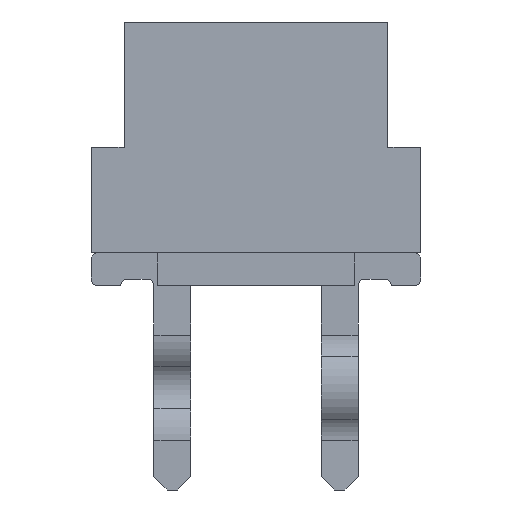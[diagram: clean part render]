
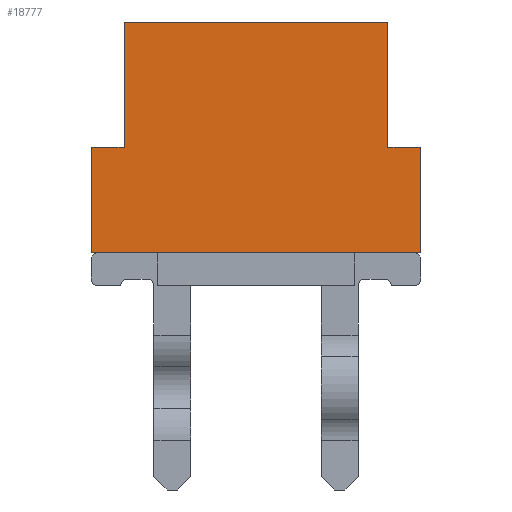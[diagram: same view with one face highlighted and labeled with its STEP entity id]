
A CAD part, front view. The second image highlights one B-rep face of the part: STEP entity #18777.
In plain terms, the highlighted face is planar.
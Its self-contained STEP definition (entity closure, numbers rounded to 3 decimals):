
#1891=ORIENTED_EDGE('',*,*,#5166,.T.);
#1892=ORIENTED_EDGE('',*,*,#5709,.F.);
#1893=ORIENTED_EDGE('',*,*,#5710,.F.);
#1894=ORIENTED_EDGE('',*,*,#5276,.F.);
#1895=ORIENTED_EDGE('',*,*,#5271,.F.);
#1896=ORIENTED_EDGE('',*,*,#5274,.T.);
#1897=ORIENTED_EDGE('',*,*,#5664,.F.);
#1898=ORIENTED_EDGE('',*,*,#5250,.T.);
#5166=EDGE_CURVE('',#7165,#7164,#8436,.T.);
#5250=EDGE_CURVE('',#7246,#7165,#8518,.T.);
#5271=EDGE_CURVE('',#7265,#7255,#8537,.T.);
#5274=EDGE_CURVE('',#7265,#7266,#8540,.T.);
#5276=EDGE_CURVE('',#7255,#7267,#8542,.T.);
#5664=EDGE_CURVE('',#7246,#7266,#8926,.T.);
#5709=EDGE_CURVE('',#7531,#7164,#8971,.T.);
#5710=EDGE_CURVE('',#7267,#7531,#8972,.T.);
#7164=VERTEX_POINT('',#25200);
#7165=VERTEX_POINT('',#25202);
#7246=VERTEX_POINT('',#25371);
#7255=VERTEX_POINT('',#25392);
#7265=VERTEX_POINT('',#25412);
#7266=VERTEX_POINT('',#25417);
#7267=VERTEX_POINT('',#25422);
#7531=VERTEX_POINT('',#26268);
#8436=LINE('',#25201,#10130);
#8518=LINE('',#25370,#10212);
#8537=LINE('',#25413,#10231);
#8540=LINE('',#25418,#10234);
#8542=LINE('',#25421,#10236);
#8926=LINE('',#26178,#10620);
#8971=LINE('',#26267,#10665);
#8972=LINE('',#26269,#10666);
#10130=VECTOR('',#21092,1000.);
#10212=VECTOR('',#21186,1000.);
#10231=VECTOR('',#21213,1000.);
#10234=VECTOR('',#21218,1000.);
#10236=VECTOR('',#21222,1000.);
#10620=VECTOR('',#21878,1000.);
#10665=VECTOR('',#21957,1000.);
#10666=VECTOR('',#21958,1000.);
#11724=EDGE_LOOP('',(#1891,#1892,#1893,#1894,#1895,#1896,#1897,#1898));
#12466=FACE_BOUND('',#11724,.T.);
#13203=PLANE('',#19605);
#18777=ADVANCED_FACE('',(#12466),#13203,.F.);
#19605=AXIS2_PLACEMENT_3D('',#26266,#21955,#21956);
#21092=DIRECTION('',(0.,1.,0.));
#21186=DIRECTION('',(0.,0.,-1.));
#21213=DIRECTION('',(0.,1.,0.));
#21218=DIRECTION('',(0.,0.,-1.));
#21222=DIRECTION('',(0.,0.,-1.));
#21878=DIRECTION('',(0.,1.,0.));
#21955=DIRECTION('',(-1.,0.,0.));
#21956=DIRECTION('',(0.,0.,1.));
#21957=DIRECTION('',(0.,0.,-1.));
#21958=DIRECTION('',(0.,1.,0.));
#25200=CARTESIAN_POINT('',(7.38,2.5,0.));
#25201=CARTESIAN_POINT('',(7.38,-2.5,0.));
#25202=CARTESIAN_POINT('',(7.38,-2.5,0.));
#25370=CARTESIAN_POINT('',(7.38,-2.5,1.6));
#25371=CARTESIAN_POINT('',(7.38,-2.5,1.6));
#25392=CARTESIAN_POINT('',(7.38,2.,3.5));
#25412=CARTESIAN_POINT('',(7.38,-2.,3.5));
#25413=CARTESIAN_POINT('',(7.38,-2.,3.5));
#25417=CARTESIAN_POINT('',(7.38,-2.,1.6));
#25418=CARTESIAN_POINT('',(7.38,-2.,3.5));
#25421=CARTESIAN_POINT('',(7.38,2.,3.5));
#25422=CARTESIAN_POINT('',(7.38,2.,1.6));
#26178=CARTESIAN_POINT('',(7.38,-2.5,1.6));
#26266=CARTESIAN_POINT('',(7.38,-2.5,1.6));
#26267=CARTESIAN_POINT('',(7.38,2.5,1.6));
#26268=CARTESIAN_POINT('',(7.38,2.5,1.6));
#26269=CARTESIAN_POINT('',(7.38,-2.5,1.6));
